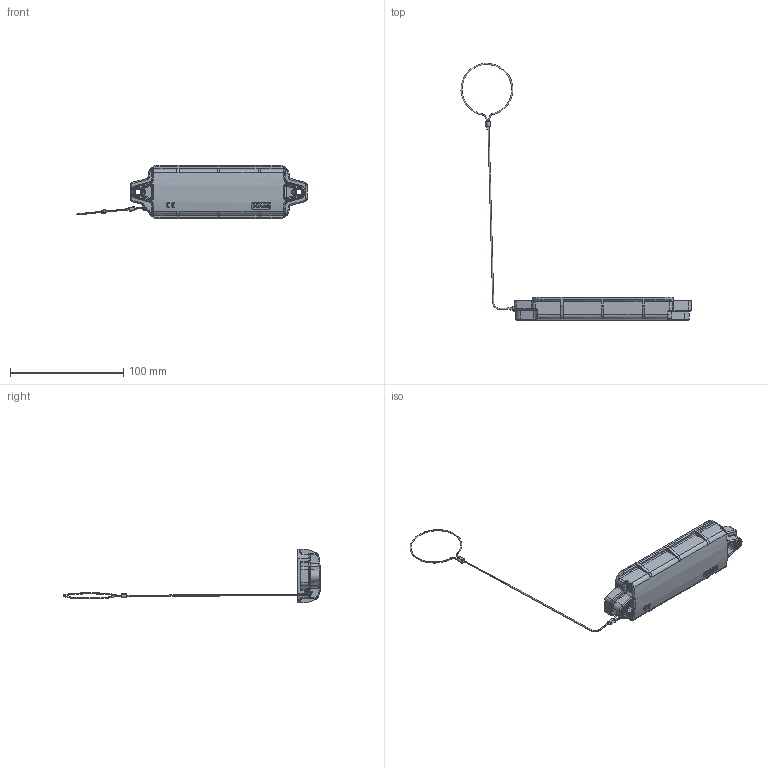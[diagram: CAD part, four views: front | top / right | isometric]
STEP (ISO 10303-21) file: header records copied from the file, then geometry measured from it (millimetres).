
FILE_DESCRIPTION(/* description */ (''),/* implementation_level */ '2;1');
FILE_NAME(/* name */ '3D_1150240208500_HP24B-CV-2H_1_V1.0.stp',/* time_stamp */ '2024-03-21T09:05:37+08:00',/* author */ (''),/* organization */ (''),/* preprocessor_version */ 'ST-DEVELOPER v18.1',/* originating_system */ 'SIEMENS PLM Software NX 1980',/* authorisation */ '');
FILE_SCHEMA (('AUTOMOTIVE_DESIGN { 1 0 10303 214 3 1 1 1 }'));
Products named in the file (1): _model1
Bounding box: 202.94 x 226.9 x 47.4 mm (x, y, z)
Volume: 32774.7 mm3; surface area: 28232 mm2
Topology: 1 solids, 1 shells, 1229 faces, 3720 edges, 2346 vertices
Faces by surface type: plane 778, cylinder 265, torus 104, sphere 45, bspline 19, cone 18
Full cylindrical faces by diameter (mm): 6.5 x2, 7 x4, 7.5 x2
Entity records: 54339 total; most frequent: CARTESIAN_POINT 17112, ORIENTED_EDGE 7272, DIRECTION 6616, EDGE_CURVE 3636, LINE 2352, VECTOR 2352, VERTEX_POINT 2330, AXIS2_PLACEMENT_3D 2132
